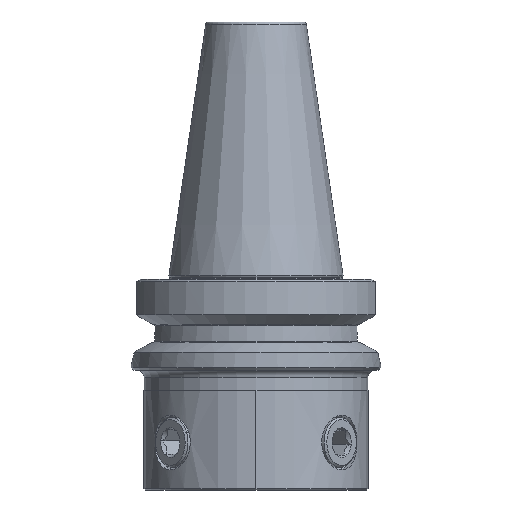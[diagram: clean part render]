
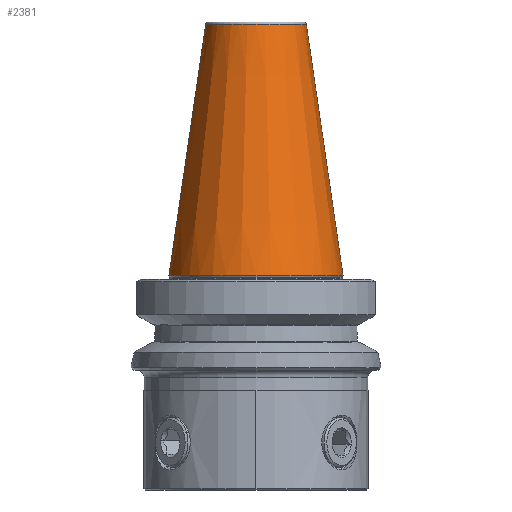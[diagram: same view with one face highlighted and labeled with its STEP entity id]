
A CAD part, front view. The second image highlights one B-rep face of the part: STEP entity #2381.
In plain terms, the highlighted conical face has half-angle 8.297 degrees and reference radius 20.204 mm.
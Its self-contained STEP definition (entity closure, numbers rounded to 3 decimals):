
#1345=VERTEX_POINT('NONE',#3938);
#1577=VERTEX_POINT('NONE',#4200);
#1925=EDGE_CURVE('NONE',#1577,#2431,#4586,.F.);
#2253=EDGE_CURVE('NONE',#2943,#2431,#4944,.T.);
#2297=EDGE_CURVE('NONE',#1345,#2943,#4991,.F.);
#2381=ADVANCED_FACE('NONE',(#5088),#5089,.T.);
#2431=VERTEX_POINT('NONE',#5144);
#2797=EDGE_CURVE('NONE',#1345,#1577,#5548,.T.);
#2943=VERTEX_POINT('NONE',#5707);
#3938=CARTESIAN_POINT('',(20.204,0.,100.944));
#4200=CARTESIAN_POINT('',(34.925,0.,0.0));
#4586=CIRCLE('',#8033,34.925);
#4944=LINE('',#8846,#8847);
#4991=CIRCLE('',#8932,20.204);
#5088=FACE_OUTER_BOUND('',#9131,.T.);
#5089=CONICAL_SURFACE('',#9132,20.204,0.145);
#5144=CARTESIAN_POINT('',(-34.925,0.,0.0));
#5548=LINE('',#9917,#9918);
#5707=CARTESIAN_POINT('',(-20.204,0.,100.944));
#8033=AXIS2_PLACEMENT_3D('',#13063,#13064,#13065);
#8846=CARTESIAN_POINT('',(-20.204,0.,100.944));
#8847=VECTOR('',#13463,1000.0);
#8932=AXIS2_PLACEMENT_3D('',#13509,#13510,#13511);
#9131=EDGE_LOOP('',(#13645,#13646,#13647,#13648));
#9132=AXIS2_PLACEMENT_3D('',#13649,#13650,#13651);
#9917=CARTESIAN_POINT('',(20.204,0.,100.944));
#9918=VECTOR('',#14188,1000.0);
#13063=CARTESIAN_POINT('',(0.0,0.0,0.0));
#13064=DIRECTION('',(0.0,-0.0,1.0));
#13065=DIRECTION('',(1.0,0.,-0.0));
#13463=DIRECTION('',(-0.144,0.,-0.99));
#13509=CARTESIAN_POINT('',(0.0,0.0,100.944));
#13510=DIRECTION('',(0.0,0.0,1.0));
#13511=DIRECTION('',(1.0,0.,-0.0));
#13645=ORIENTED_EDGE('',*,*,#2297,.T.);
#13646=ORIENTED_EDGE('',*,*,#2253,.T.);
#13647=ORIENTED_EDGE('',*,*,#1925,.F.);
#13648=ORIENTED_EDGE('',*,*,#2797,.F.);
#13649=CARTESIAN_POINT('',(0.0,0.0,100.944));
#13650=DIRECTION('',(-0.0,-0.0,-1.0));
#13651=DIRECTION('',(1.0,0.,-0.0));
#14188=DIRECTION('',(0.144,0.,-0.99));
